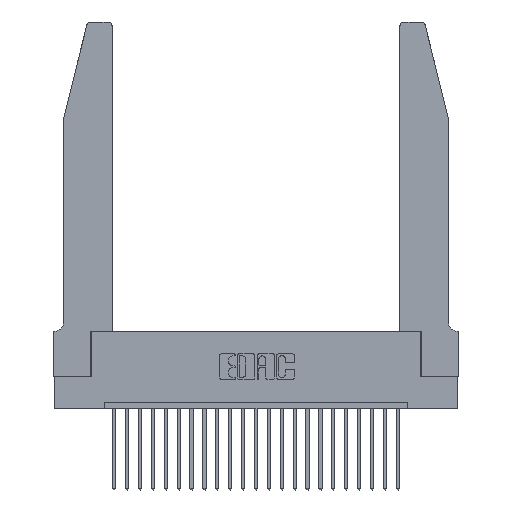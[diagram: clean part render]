
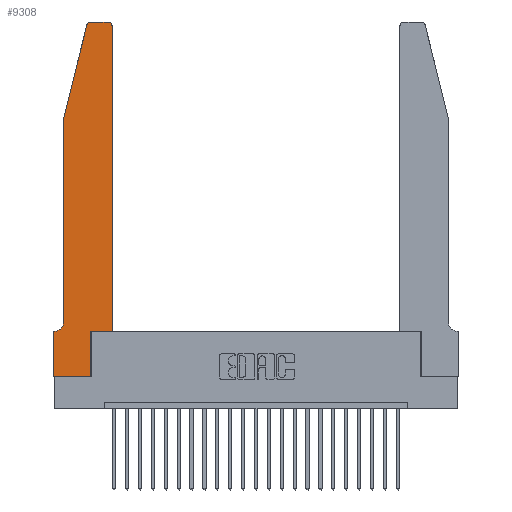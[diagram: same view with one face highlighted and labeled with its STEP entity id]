
A CAD part, top view. The second image highlights one B-rep face of the part: STEP entity #9308.
In plain terms, the highlighted planar face has unit normal (0, 0, 1).
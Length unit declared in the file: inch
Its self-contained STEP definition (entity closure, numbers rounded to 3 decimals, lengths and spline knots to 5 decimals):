
#588 = EDGE_CURVE ( 'NONE', #11925, #15699, #12303, .T. ) ;
#790 = VECTOR ( 'NONE', #9295, 39.37008 ) ;
#1207 = LINE ( 'NONE', #18054, #3018 ) ;
#1320 = VECTOR ( 'NONE', #24420, 39.37008 ) ;
#1620 = CARTESIAN_POINT ( 'NONE',  ( 0.0055, 0.42, 0.37 ) ) ;
#1640 = VERTEX_POINT ( 'NONE', #2912 ) ;
#1829 = VERTEX_POINT ( 'NONE', #10091 ) ;
#1857 = ORIENTED_EDGE ( 'NONE', *, *, #4060, .T. ) ;
#2316 = LINE ( 'NONE', #17972, #6808 ) ;
#2410 = LINE ( 'NONE', #6643, #18479 ) ;
#2912 = CARTESIAN_POINT ( 'NONE',  ( 0.0755, 0.42, 0.37 ) ) ;
#3013 = AXIS2_PLACEMENT_3D ( 'NONE', #12156, #8442, #12420 ) ;
#3018 = VECTOR ( 'NONE', #14328, 39.37008 ) ;
#3575 = DIRECTION ( 'NONE',  ( 0., -1., 0. ) ) ;
#4060 = EDGE_CURVE ( 'NONE', #12838, #21966, #15023, .T. ) ;
#4162 = DIRECTION ( 'NONE',  ( -1., 0., 0. ) ) ;
#4453 = DIRECTION ( 'NONE',  ( 1., 0., 0. ) ) ;
#4902 = EDGE_CURVE ( 'NONE', #21966, #1640, #22737, .T. ) ;
#5100 = CIRCLE ( 'NONE', #17425, 0.03 ) ;
#5304 = LINE ( 'NONE', #5955, #17152 ) ;
#5955 = CARTESIAN_POINT ( 'NONE',  ( 0.4505, 0.35, 0.37 ) ) ;
#6454 = PLANE ( 'NONE',  #11886 ) ;
#6573 = CARTESIAN_POINT ( 'NONE',  ( 0., 0.35, 0.37 ) ) ;
#6582 = DIRECTION ( 'NONE',  ( 0., 0., 1. ) ) ;
#6643 = CARTESIAN_POINT ( 'NONE',  ( 0.2865, 0.35, 0.37 ) ) ;
#6808 = VECTOR ( 'NONE', #11976, 39.37008 ) ;
#7049 = DIRECTION ( 'NONE',  ( -1., 0., 0. ) ) ;
#7101 = VERTEX_POINT ( 'NONE', #12339 ) ;
#7330 = ORIENTED_EDGE ( 'NONE', *, *, #19899, .T. ) ;
#7547 = EDGE_CURVE ( 'NONE', #7101, #12838, #5100, .T. ) ;
#7849 = ORIENTED_EDGE ( 'NONE', *, *, #10217, .T. ) ;
#8073 = ORIENTED_EDGE ( 'NONE', *, *, #10267, .T. ) ;
#8442 = DIRECTION ( 'NONE',  ( 0., 0., 1. ) ) ;
#9113 = DIRECTION ( 'NONE',  ( 0., 0., -1. ) ) ;
#9295 = DIRECTION ( 'NONE',  ( -0.239, -0.971, 0. ) ) ;
#9308 = ADVANCED_FACE ( 'NONE', ( #21485 ), #6454, .T. ) ;
#9373 = CIRCLE ( 'NONE', #3013, 0.03 ) ;
#10091 = CARTESIAN_POINT ( 'NONE',  ( 0.4205, 2.75, 0.37 ) ) ;
#10217 = EDGE_CURVE ( 'NONE', #13119, #11356, #11576, .T. ) ;
#10267 = EDGE_CURVE ( 'NONE', #15699, #12236, #1207, .T. ) ;
#10352 = VERTEX_POINT ( 'NONE', #10656 ) ;
#10569 = CARTESIAN_POINT ( 'NONE',  ( 0.0755, 2., 0.37 ) ) ;
#10656 = CARTESIAN_POINT ( 'NONE',  ( 0.0055, 0.35, 0.37 ) ) ;
#11073 = CARTESIAN_POINT ( 'NONE',  ( 0., 0., 0.37 ) ) ;
#11103 = CARTESIAN_POINT ( 'NONE',  ( 0.284, 2.72, 0.37 ) ) ;
#11270 = CARTESIAN_POINT ( 'NONE',  ( 0.0755, 2., 0.37 ) ) ;
#11323 = CARTESIAN_POINT ( 'NONE',  ( 0.25487, 2.72718, 0.37 ) ) ;
#11356 = VERTEX_POINT ( 'NONE', #24482 ) ;
#11576 = LINE ( 'NONE', #14152, #18459 ) ;
#11768 = ORIENTED_EDGE ( 'NONE', *, *, #19733, .T. ) ;
#11886 = AXIS2_PLACEMENT_3D ( 'NONE', #18316, #6582, #4453 ) ;
#11925 = VERTEX_POINT ( 'NONE', #6573 ) ;
#11976 = DIRECTION ( 'NONE',  ( -1., 0., 0. ) ) ;
#12156 = CARTESIAN_POINT ( 'NONE',  ( 0.4205, 2.72, 0.37 ) ) ;
#12236 = VERTEX_POINT ( 'NONE', #16884 ) ;
#12303 = LINE ( 'NONE', #11073, #1320 ) ;
#12339 = CARTESIAN_POINT ( 'NONE',  ( 0.284, 2.75, 0.37 ) ) ;
#12420 = DIRECTION ( 'NONE',  ( 1., 0., 0. ) ) ;
#12781 = DIRECTION ( 'NONE',  ( 1., 0., 0. ) ) ;
#12824 = CIRCLE ( 'NONE', #18212, 0.07 ) ;
#12838 = VERTEX_POINT ( 'NONE', #11323 ) ;
#12995 = VECTOR ( 'NONE', #4162, 39.37008 ) ;
#13119 = VERTEX_POINT ( 'NONE', #19542 ) ;
#14152 = CARTESIAN_POINT ( 'NONE',  ( 0.4505, 0.35, 0.37 ) ) ;
#14328 = DIRECTION ( 'NONE',  ( 1., 0., 0. ) ) ;
#14612 = DIRECTION ( 'NONE',  ( 0., 0., 1. ) ) ;
#15023 = LINE ( 'NONE', #11270, #790 ) ;
#15199 = CARTESIAN_POINT ( 'NONE',  ( 0.0755, 0.35, 0.37 ) ) ;
#15699 = VERTEX_POINT ( 'NONE', #24105 ) ;
#15779 = CARTESIAN_POINT ( 'NONE',  ( 0.0755, 2., 0.37 ) ) ;
#15964 = DIRECTION ( 'NONE',  ( 0., 1., 0. ) ) ;
#16884 = CARTESIAN_POINT ( 'NONE',  ( 0.2865, 0., 0.37 ) ) ;
#16942 = CARTESIAN_POINT ( 'NONE',  ( 0.2865, 0.35, 0.37 ) ) ;
#17152 = VECTOR ( 'NONE', #17581, 39.37008 ) ;
#17161 = VERTEX_POINT ( 'NONE', #16942 ) ;
#17359 = VECTOR ( 'NONE', #3575, 39.37008 ) ;
#17406 = ORIENTED_EDGE ( 'NONE', *, *, #588, .T. ) ;
#17425 = AXIS2_PLACEMENT_3D ( 'NONE', #11103, #14612, #12781 ) ;
#17515 = EDGE_CURVE ( 'NONE', #12236, #17161, #2410, .T. ) ;
#17581 = DIRECTION ( 'NONE',  ( 1., 0., 0. ) ) ;
#17606 = EDGE_CURVE ( 'NONE', #1640, #10352, #12824, .T. ) ;
#17972 = CARTESIAN_POINT ( 'NONE',  ( 0.2605, 2.75, 0.37 ) ) ;
#18054 = CARTESIAN_POINT ( 'NONE',  ( 0., 0., 0.37 ) ) ;
#18212 = AXIS2_PLACEMENT_3D ( 'NONE', #1620, #9113, #7049 ) ;
#18316 = CARTESIAN_POINT ( 'NONE',  ( 0., 0.35, 0.37 ) ) ;
#18459 = VECTOR ( 'NONE', #15964, 39.37008 ) ;
#18479 = VECTOR ( 'NONE', #24097, 39.37008 ) ;
#19219 = LINE ( 'NONE', #15199, #12995 ) ;
#19355 = EDGE_CURVE ( 'NONE', #1829, #7101, #2316, .T. ) ;
#19542 = CARTESIAN_POINT ( 'NONE',  ( 0.4505, 0.35, 0.37 ) ) ;
#19733 = EDGE_CURVE ( 'NONE', #10352, #11925, #19219, .T. ) ;
#19899 = EDGE_CURVE ( 'NONE', #17161, #13119, #5304, .T. ) ;
#20103 = ORIENTED_EDGE ( 'NONE', *, *, #4902, .T. ) ;
#20179 = ORIENTED_EDGE ( 'NONE', *, *, #17606, .T. ) ;
#21485 = FACE_OUTER_BOUND ( 'NONE', #23019, .T. ) ;
#21913 = ORIENTED_EDGE ( 'NONE', *, *, #22995, .T. ) ;
#21966 = VERTEX_POINT ( 'NONE', #15779 ) ;
#22737 = LINE ( 'NONE', #10569, #17359 ) ;
#22872 = ORIENTED_EDGE ( 'NONE', *, *, #7547, .T. ) ;
#22995 = EDGE_CURVE ( 'NONE', #11356, #1829, #9373, .T. ) ;
#23019 = EDGE_LOOP ( 'NONE', ( #23867, #22872, #1857, #20103, #20179, #11768, #17406, #8073, #24139, #7330, #7849, #21913 ) ) ;
#23867 = ORIENTED_EDGE ( 'NONE', *, *, #19355, .T. ) ;
#24097 = DIRECTION ( 'NONE',  ( 0., 1., 0. ) ) ;
#24105 = CARTESIAN_POINT ( 'NONE',  ( 0., 0., 0.37 ) ) ;
#24139 = ORIENTED_EDGE ( 'NONE', *, *, #17515, .T. ) ;
#24420 = DIRECTION ( 'NONE',  ( 0., -1., 0. ) ) ;
#24482 = CARTESIAN_POINT ( 'NONE',  ( 0.4505, 2.72, 0.37 ) ) ;
